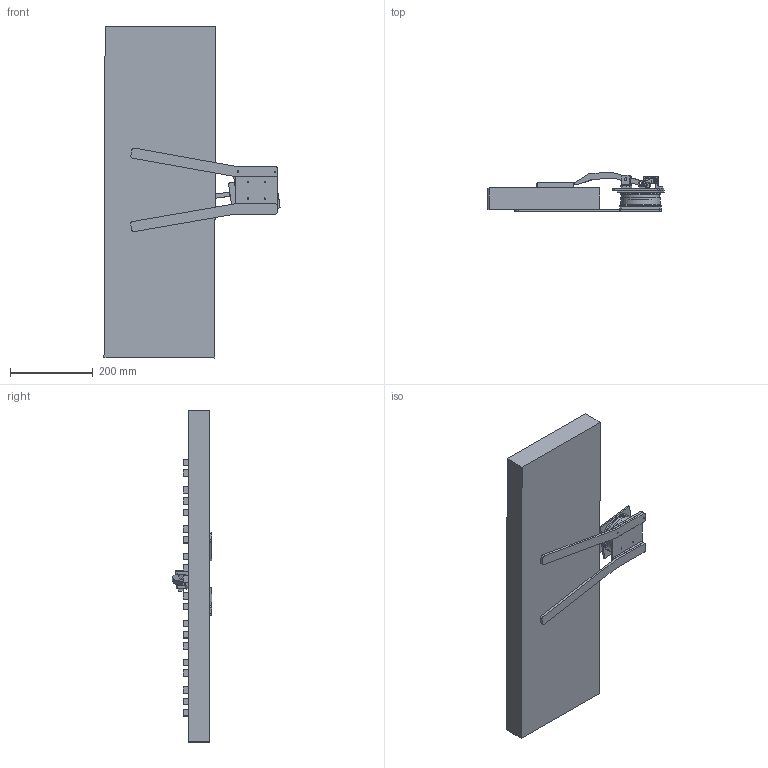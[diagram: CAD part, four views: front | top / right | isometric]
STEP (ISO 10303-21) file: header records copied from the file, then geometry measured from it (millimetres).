
FILE_DESCRIPTION(/* description */ (''),/* implementation_level */ '2;1');
FILE_NAME(/* name */ 'KeyPressMechanism_Crank v16.step',/* time_stamp */ '2019-12-16T15:32:53-08:00',/* author */ (''),/* organization */ (''),/* preprocessor_version */ 'ST-DEVELOPER v18',/* originating_system */ 'Autodesk Translation Framework v8.12.0.6',/* authorisation */ '');
FILE_SCHEMA (('AUTOMOTIVE_DESIGN { 1 0 10303 214 3 1 1 }'));
Length unit declared in the file: millimetre
Products named in the file (18): FingerMechanism; Finger; AxleMount; FingerAxle; FingerBase; TowerPro SG92R Servo Motor; Crank; ServoBracket; Piano Model; Body; WhiteKeys; BlackKeys; base; bearing; TowerPro SG92R Servo Motor_1; BaseStrip; RiserStrip; top
Assembly tree (19 placements, depth 4):
  FingerMechanism
    Finger
    AxleMount
    FingerAxle
    FingerBase
    TowerPro SG92R Servo Motor
    Crank
    ServoBracket
    Piano Model
      Body
        WhiteKeys
        BlackKeys
    base
    bearing
    TowerPro SG92R Servo Motor_1
    BaseStrip  x2
    RiserStrip  x2
    top
Bounding box: 424.65 x 95.77 x 800.99 mm (x, y, z)
Volume: 11273756.4 mm3; surface area: 1199244.7 mm2
Topology: 65 solids, 65 shells, 845 faces, 2031 edges, 1285 vertices
Faces by surface type: plane 508, cylinder 233, bspline 48, sphere 28, torus 18, cone 10
Full cylindrical faces by diameter (mm): 1.623 x2, 1.778 x2, 2 x7, 2.93 x4, 3 x8, 3.332 x4, 4 x4, 4.5 x8, 4.763 x2, 5.016 x2, 5.75 x1, 6.35 x4, 60 x1, 65 x2, 90 x2, 95 x1
Entity records: 25323 total; most frequent: CARTESIAN_POINT 5773, DIRECTION 4010, ORIENTED_EDGE 3814, EDGE_CURVE 1907, AXIS2_PLACEMENT_3D 1380, LINE 1250, VECTOR 1250, VERTEX_POINT 1231
